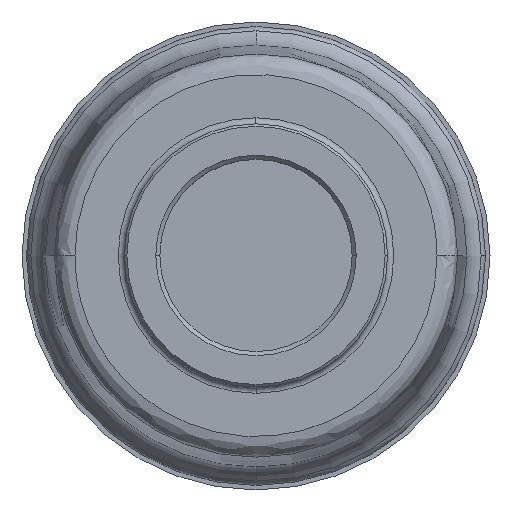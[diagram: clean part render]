
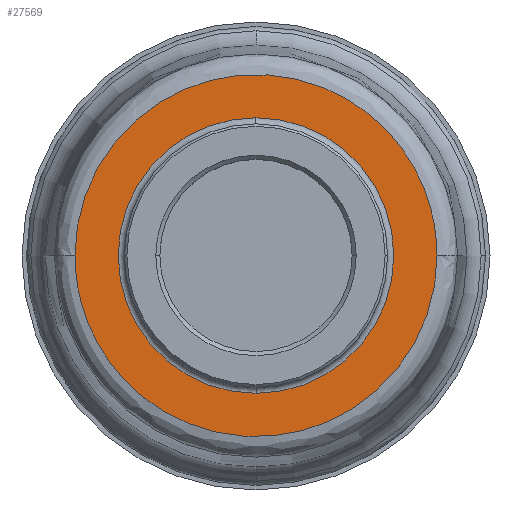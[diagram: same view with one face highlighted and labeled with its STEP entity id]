
A CAD part, top view. The second image highlights one B-rep face of the part: STEP entity #27569.
In plain terms, the highlighted planar face has unit normal (0, 0, 1).
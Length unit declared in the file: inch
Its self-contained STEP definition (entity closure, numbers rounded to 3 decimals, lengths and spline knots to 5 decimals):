
#1287 = EDGE_CURVE ( 'NONE', #40767, #39947, #30133, .T. ) ;
#3275 = DIRECTION ( 'NONE',  ( 0., 0., 1. ) ) ;
#5235 = CARTESIAN_POINT ( 'NONE',  ( -0.86649, 1.73298, 1.49606 ) ) ;
#5509 = AXIS2_PLACEMENT_3D ( 'NONE', #36009, #16475, #39323 ) ;
#6376 = PLANE ( 'NONE',  #9702 ) ;
#6431 = FACE_BOUND ( 'NONE', #12945, .T. ) ;
#8622 = CARTESIAN_POINT ( 'NONE',  ( 0.86649, 1.73298, 1.49606 ) ) ;
#9702 = AXIS2_PLACEMENT_3D ( 'NONE', #22705, #3275, #25973 ) ;
#10272 = CIRCLE ( 'NONE', #25611, 0.65945 ) ;
#10519 = DIRECTION ( 'NONE',  ( 0., 0., -1. ) ) ;
#11265 = ORIENTED_EDGE ( 'NONE', *, *, #37781, .T. ) ;
#12698 = CIRCLE ( 'NONE', #5509, 0.65945 ) ;
#12945 = EDGE_LOOP ( 'NONE', ( #36197, #11265 ) ) ;
#13302 = EDGE_CURVE ( 'NONE', #28599, #18855, #10272, .T. ) ;
#13561 = EDGE_CURVE ( 'NONE', #39947, #40767, #20400, .T. ) ;
#14388 = CARTESIAN_POINT ( 'NONE',  ( 0.86649, 0., 1.49606 ) ) ;
#16475 = DIRECTION ( 'NONE',  ( 0., 0., -1. ) ) ;
#18035 = CARTESIAN_POINT ( 'NONE',  ( 0., 0.65945, 1.49606 ) ) ;
#18855 = VERTEX_POINT ( 'NONE', #30809 ) ;
#18980 = CARTESIAN_POINT ( 'NONE',  ( -0.86649, 0., 1.49606 ) ) ;
#20400 =( BOUNDED_CURVE ( )  B_SPLINE_CURVE ( 3, ( #24787, #5235, #8622, #31381 ),
 .UNSPECIFIED., .F., .F. ) 
 B_SPLINE_CURVE_WITH_KNOTS ( ( 4, 4 ),
 ( 0.27818, 0.77818 ),
 .UNSPECIFIED. ) 
 CURVE ( )  GEOMETRIC_REPRESENTATION_ITEM ( )  RATIONAL_B_SPLINE_CURVE ( ( 1., 0.333, 0.333, 1. ) ) 
 REPRESENTATION_ITEM ( '' )  );
#22705 = CARTESIAN_POINT ( 'NONE',  ( 0.71003, 0., 1.49606 ) ) ;
#24787 = CARTESIAN_POINT ( 'NONE',  ( -0.86649, 0., 1.49606 ) ) ;
#25611 = AXIS2_PLACEMENT_3D ( 'NONE', #29985, #10519, #33296 ) ;
#25973 = DIRECTION ( 'NONE',  ( 1., 0., 0. ) ) ;
#27569 = ADVANCED_FACE ( 'NONE', ( #6431, #41126 ), #6376, .T. ) ;
#28599 = VERTEX_POINT ( 'NONE', #18035 ) ;
#28652 = CARTESIAN_POINT ( 'NONE',  ( 0.86649, -1.73298, 1.49606 ) ) ;
#29712 = ORIENTED_EDGE ( 'NONE', *, *, #1287, .F. ) ;
#29985 = CARTESIAN_POINT ( 'NONE',  ( 0., 0., 1.49606 ) ) ;
#30133 =( BOUNDED_CURVE ( )  B_SPLINE_CURVE ( 3, ( #38576, #28652, #31943, #18980 ),
 .UNSPECIFIED., .F., .F. ) 
 B_SPLINE_CURVE_WITH_KNOTS ( ( 4, 4 ),
 ( 0.77818, 1.27818 ),
 .UNSPECIFIED. ) 
 CURVE ( )  GEOMETRIC_REPRESENTATION_ITEM ( )  RATIONAL_B_SPLINE_CURVE ( ( 1., 0.333, 0.333, 1. ) ) 
 REPRESENTATION_ITEM ( '' )  );
#30809 = CARTESIAN_POINT ( 'NONE',  ( 0., -0.65945, 1.49606 ) ) ;
#31078 = EDGE_LOOP ( 'NONE', ( #29712, #33761 ) ) ;
#31381 = CARTESIAN_POINT ( 'NONE',  ( 0.86649, 0., 1.49606 ) ) ;
#31943 = CARTESIAN_POINT ( 'NONE',  ( -0.86649, -1.73298, 1.49606 ) ) ;
#33296 = DIRECTION ( 'NONE',  ( 0., 1., 0. ) ) ;
#33761 = ORIENTED_EDGE ( 'NONE', *, *, #13561, .F. ) ;
#35556 = CARTESIAN_POINT ( 'NONE',  ( -0.86649, 0., 1.49606 ) ) ;
#36009 = CARTESIAN_POINT ( 'NONE',  ( 0., 0., 1.49606 ) ) ;
#36197 = ORIENTED_EDGE ( 'NONE', *, *, #13302, .T. ) ;
#37781 = EDGE_CURVE ( 'NONE', #18855, #28599, #12698, .T. ) ;
#38576 = CARTESIAN_POINT ( 'NONE',  ( 0.86649, 0., 1.49606 ) ) ;
#39323 = DIRECTION ( 'NONE',  ( 0., 1., 0. ) ) ;
#39947 = VERTEX_POINT ( 'NONE', #35556 ) ;
#40767 = VERTEX_POINT ( 'NONE', #14388 ) ;
#41126 = FACE_OUTER_BOUND ( 'NONE', #31078, .T. ) ;
